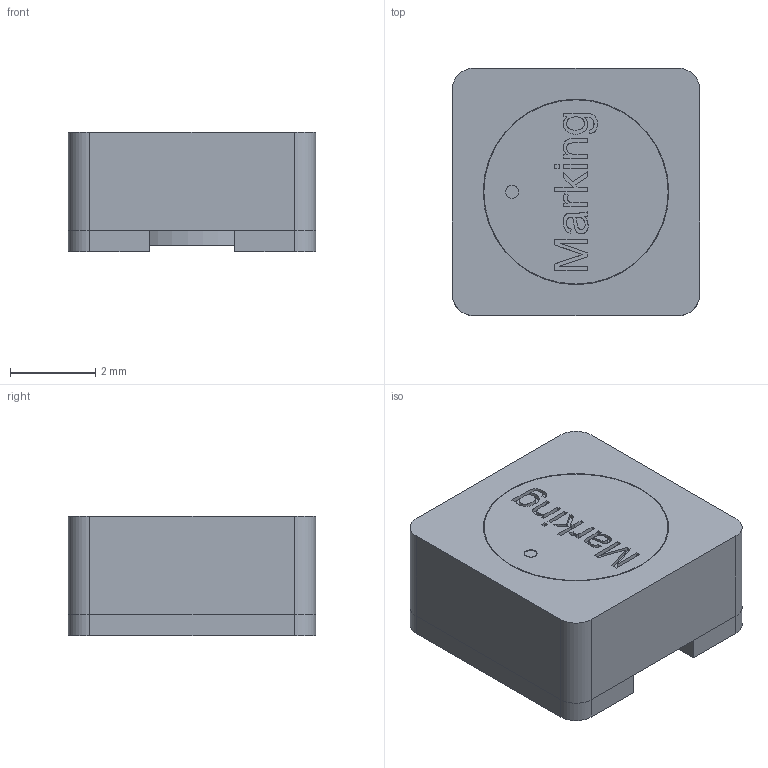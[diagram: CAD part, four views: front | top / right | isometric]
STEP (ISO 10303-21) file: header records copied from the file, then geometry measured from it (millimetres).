
FILE_DESCRIPTION(('FreeCAD Model'),'2;1');
FILE_NAME('Compound.step', '2016-11-08T11:47:43',('Author'),(''), 'Open CASCADE STEP processor 6.8','FreeCAD','Unknown');
FILE_SCHEMA(('AUTOMOTIVE_DESIGN_CC2 { 1 2 10303 214 -1 1 5 4 }'));
Length unit declared in the file: millimetre
Products named in the file (2): ASSEMBLY; Compound
Assembly tree (1 placements, depth 2):
  ASSEMBLY
    Compound
Bounding box: 5.8 x 5.8 x 2.8 mm (x, y, z)
Volume: 72.3 mm3; surface area: 301.4 mm2
Topology: 6 solids, 6 shells, 146 faces, 354 edges, 232 vertices
Faces by surface type: plane 98, cylinder 21, extrusion 16, bspline 8, torus 3
Full cylindrical faces by diameter (mm): 0.18 x3, 0.3 x1, 2 x1, 4.32 x1, 4.35 x1
Entity records: 17072 total; most frequent: CARTESIAN_POINT 9772, DIRECTION 838, ORIENTED_EDGE 704, PCURVE 704, DEFINITIONAL_REPRESENTATION 704, B_SPLINE_CURVE_WITH_KNOTS 541, VECTOR 458, LINE 442
